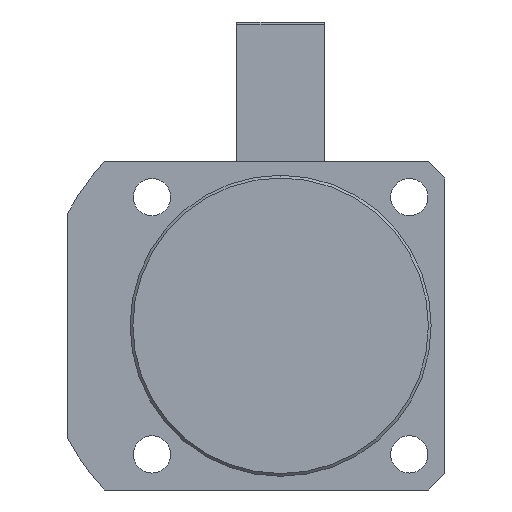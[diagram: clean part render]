
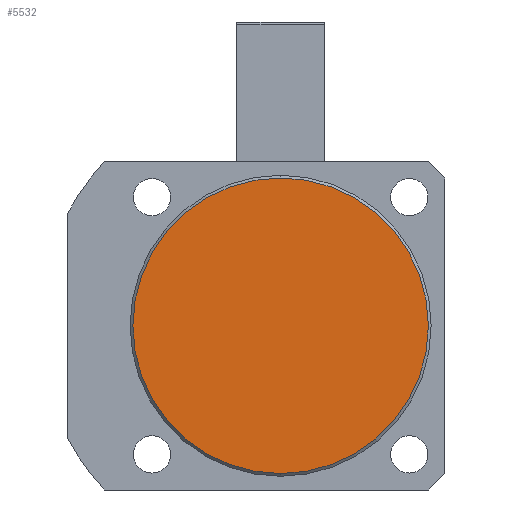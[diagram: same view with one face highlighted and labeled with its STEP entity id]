
A CAD part, front view. The second image highlights one B-rep face of the part: STEP entity #5532.
In plain terms, the highlighted planar face has unit normal (0, -1, 0).
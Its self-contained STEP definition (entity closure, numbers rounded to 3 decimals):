
#583 = AXIS2_PLACEMENT_3D ( 'NONE', #5571, #5531, #5494 ) ;
#693 = CARTESIAN_POINT ( 'NONE',  ( 0., 0., -27. ) ) ;
#971 = AXIS2_PLACEMENT_3D ( 'NONE', #5255, #5237, #5228 ) ;
#1110 = EDGE_CURVE ( 'NONE', #7465, #2759, #2563, .T. ) ;
#1872 = ORIENTED_EDGE ( 'NONE', *, *, #5552, .F. ) ;
#2563 = CIRCLE ( 'NONE', #7044, 27. ) ;
#2640 = EDGE_LOOP ( 'NONE', ( #4615, #1872 ) ) ;
#2759 = VERTEX_POINT ( 'NONE', #693 ) ;
#4044 = CARTESIAN_POINT ( 'NONE',  ( 0., 0., 0. ) ) ;
#4072 = DIRECTION ( 'NONE',  ( 0., 1., 0. ) ) ;
#4126 = DIRECTION ( 'NONE',  ( 0., 0., 1. ) ) ;
#4615 = ORIENTED_EDGE ( 'NONE', *, *, #1110, .F. ) ;
#4830 = CARTESIAN_POINT ( 'NONE',  ( 0., 0., 27. ) ) ;
#5228 = DIRECTION ( 'NONE',  ( 0., 0., 1. ) ) ;
#5237 = DIRECTION ( 'NONE',  ( 0., 1., 0. ) ) ;
#5255 = CARTESIAN_POINT ( 'NONE',  ( 0., 0., 0. ) ) ;
#5494 = DIRECTION ( 'NONE',  ( 0., 0., -1. ) ) ;
#5531 = DIRECTION ( 'NONE',  ( 0., -1., 0. ) ) ;
#5532 = ADVANCED_FACE ( 'NONE', ( #6753 ), #5537, .T. ) ;
#5537 = PLANE ( 'NONE',  #583 ) ;
#5552 = EDGE_CURVE ( 'NONE', #2759, #7465, #6932, .T. ) ;
#5571 = CARTESIAN_POINT ( 'NONE',  ( 22., 0., 0. ) ) ;
#6753 = FACE_OUTER_BOUND ( 'NONE', #2640, .T. ) ;
#6932 = CIRCLE ( 'NONE', #971, 27. ) ;
#7044 = AXIS2_PLACEMENT_3D ( 'NONE', #4044, #4072, #4126 ) ;
#7465 = VERTEX_POINT ( 'NONE', #4830 ) ;
